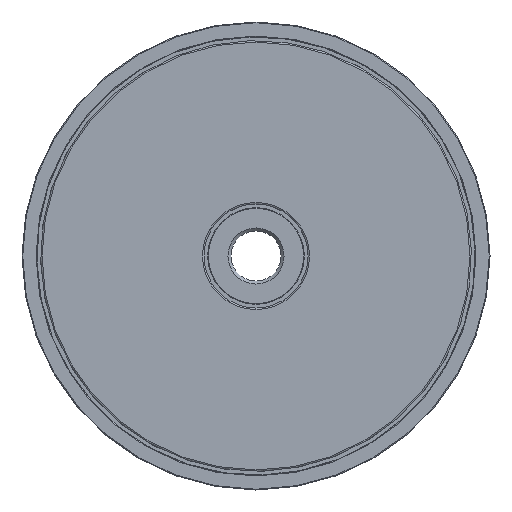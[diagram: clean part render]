
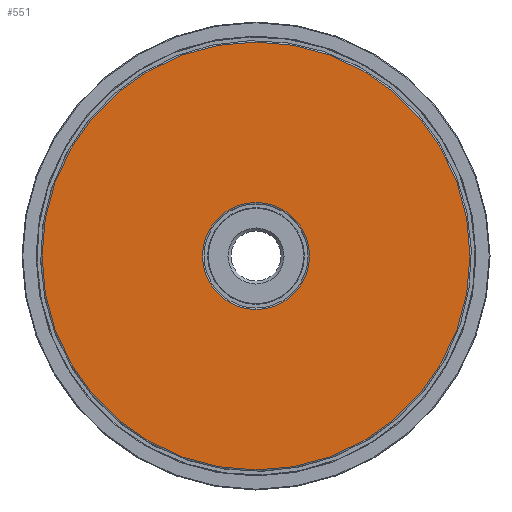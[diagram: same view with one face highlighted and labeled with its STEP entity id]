
A CAD part, front view. The second image highlights one B-rep face of the part: STEP entity #551.
In plain terms, the highlighted face is planar.
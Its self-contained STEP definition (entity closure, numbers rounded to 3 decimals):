
#57=FACE_BOUND('',#136,.T.);
#65=PLANE('',#733);
#98=FACE_OUTER_BOUND('',#135,.T.);
#135=EDGE_LOOP('',(#472,#473));
#136=EDGE_LOOP('',(#474));
#219=CIRCLE('',#731,7.2);
#221=CIRCLE('',#734,28.8);
#222=CIRCLE('',#735,28.8);
#277=VERTEX_POINT('',#1100);
#278=VERTEX_POINT('',#1104);
#279=VERTEX_POINT('',#1105);
#344=EDGE_CURVE('',#277,#277,#219,.T.);
#346=EDGE_CURVE('',#278,#279,#221,.T.);
#347=EDGE_CURVE('',#279,#278,#222,.T.);
#472=ORIENTED_EDGE('',*,*,#346,.F.);
#473=ORIENTED_EDGE('',*,*,#347,.F.);
#474=ORIENTED_EDGE('',*,*,#344,.F.);
#551=ADVANCED_FACE('',(#98,#57),#65,.T.);
#731=AXIS2_PLACEMENT_3D('',#1101,#906,#907);
#733=AXIS2_PLACEMENT_3D('',#1103,#910,#911);
#734=AXIS2_PLACEMENT_3D('',#1106,#912,#913);
#735=AXIS2_PLACEMENT_3D('',#1107,#914,#915);
#906=DIRECTION('center_axis',(0.,0.,1.));
#907=DIRECTION('ref_axis',(-1.,0.,0.));
#910=DIRECTION('center_axis',(0.,0.,1.));
#911=DIRECTION('ref_axis',(1.,0.,0.));
#912=DIRECTION('center_axis',(0.,0.,-1.));
#913=DIRECTION('ref_axis',(-1.,0.,0.));
#914=DIRECTION('center_axis',(0.,0.,-1.));
#915=DIRECTION('ref_axis',(-1.,0.,0.));
#1100=CARTESIAN_POINT('',(7.2,0.,5.));
#1101=CARTESIAN_POINT('Origin',(0.,0.,5.));
#1103=CARTESIAN_POINT('Origin',(0.,0.,
5.));
#1104=CARTESIAN_POINT('',(28.8,0.,5.));
#1105=CARTESIAN_POINT('',(-28.8,0.,5.));
#1106=CARTESIAN_POINT('Origin',(0.,0.,5.));
#1107=CARTESIAN_POINT('Origin',(0.,0.,5.));
